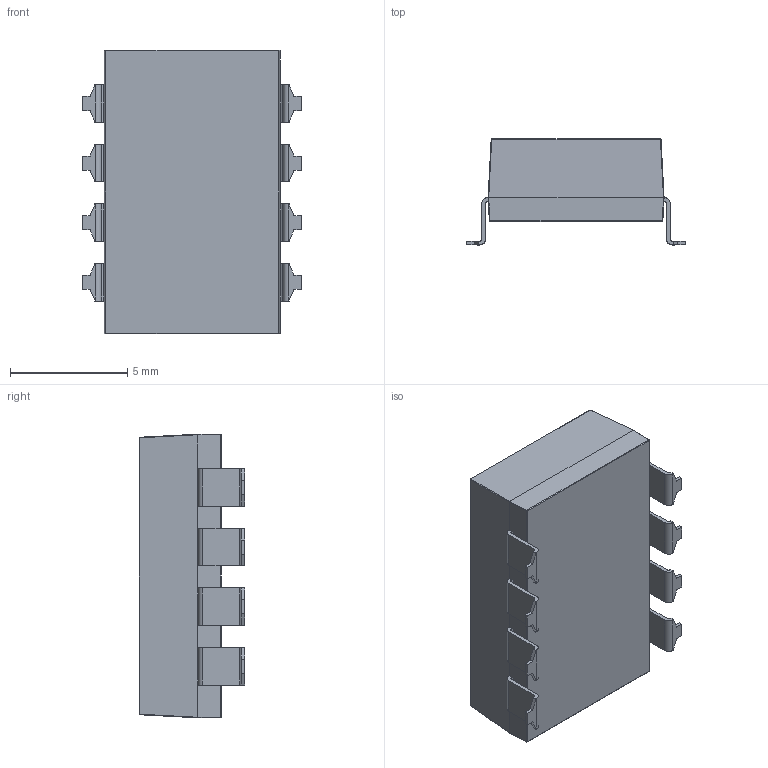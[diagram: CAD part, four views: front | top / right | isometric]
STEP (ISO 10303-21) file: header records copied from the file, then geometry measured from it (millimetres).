
FILE_DESCRIPTION( ( 'STEP AP214' ), ' ' );
FILE_NAME( 'psolqas16470146818.stp', '2017-08-23T14:47:01', ( '' ), ( '' ), ' ', 'PARTsolutions', ' ' );
FILE_SCHEMA( ( 'AUTOMOTIVE_DESIGN { 1 0 10303 214 1 1 1 1 }' ) );
Length unit declared in the file: metre
Products named in the file (1): 1
Bounding box: 9.3 x 4.5 x 12.09 mm (x, y, z)
Volume: 306.3 mm3; surface area: 496.5 mm2
Topology: 1 solids, 1 shells, 714 faces, 1967 edges, 1274 vertices
Faces by surface type: plane 610, cylinder 80, sphere 24
Entity records: 22238 total; most frequent: CARTESIAN_POINT 4016, ORIENTED_EDGE 3934, DIRECTION 3509, EDGE_CURVE 1967, LINE 1775, VECTOR 1775, VERTEX_POINT 1274, AXIS2_PLACEMENT_3D 867
